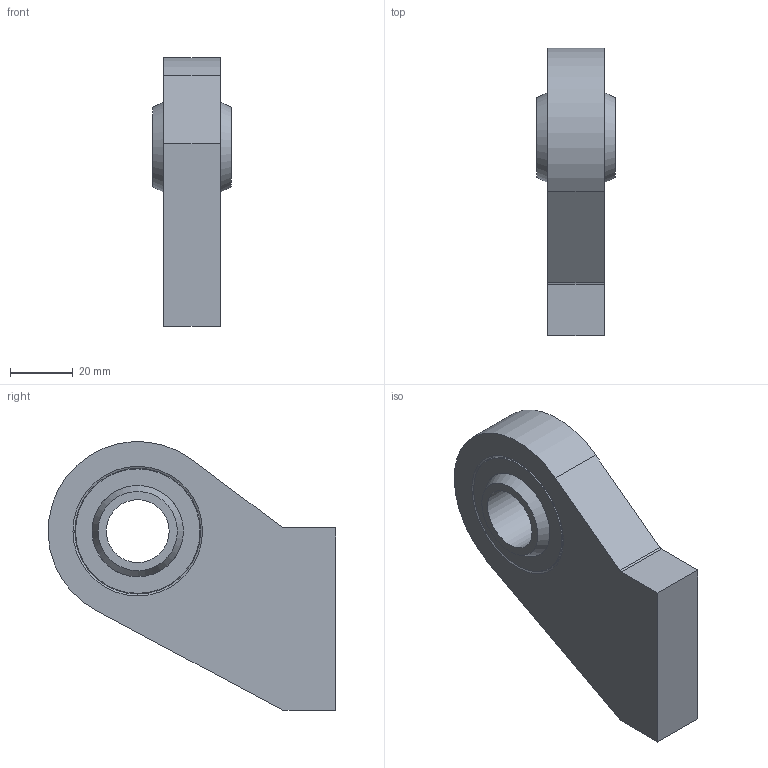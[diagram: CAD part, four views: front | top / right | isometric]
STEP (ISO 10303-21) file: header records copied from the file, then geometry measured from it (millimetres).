
FILE_DESCRIPTION(/* description */ ('STEP AP214'),/* implementation_level */ '2;1');
FILE_NAME(/* name */ '31751_LSNSG-80',/* time_stamp */ '2024-09-05T02:20:48+02:00',/* author */ ('License CC BY-ND 4.0'),/* organization */ ('CADENAS'),/* preprocessor_version */ 'ST-DEVELOPER v19.3',/* originating_system */ 'PARTsolutions',/* authorisation */ ' ');
FILE_SCHEMA (('AUTOMOTIVE_DESIGN {1 0 10303 214 3 1 1}'));
Length unit declared in the file: millimetre
Products named in the file (1): 31751 LSNSG-80
Bounding box: 25 x 91.48 x 85.46 mm (x, y, z)
Volume: 88556.3 mm3; surface area: 16899.8 mm2
Topology: 1 solids, 1 shells, 25 faces, 54 edges, 35 vertices
Faces by surface type: plane 11, cylinder 6, cone 6, torus 2
Full cylindrical faces by diameter (mm): 20 x1, 40 x2
Entity records: 638 total; most frequent: DIRECTION 114, CARTESIAN_POINT 98, ORIENTED_EDGE 80, AXIS2_PLACEMENT_3D 48, EDGE_LOOP 42, FACE_BOUND 42, EDGE_CURVE 40, VERTEX_POINT 32
